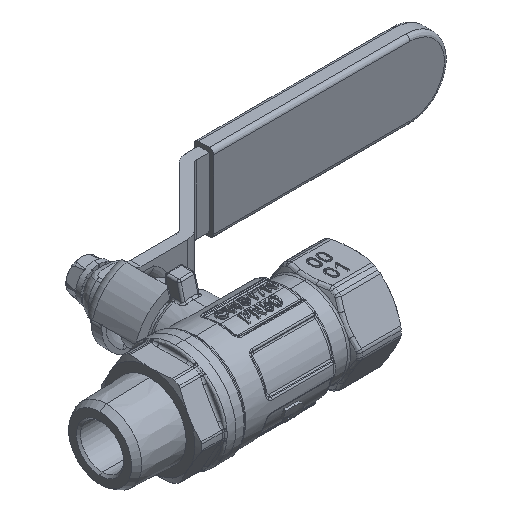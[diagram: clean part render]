
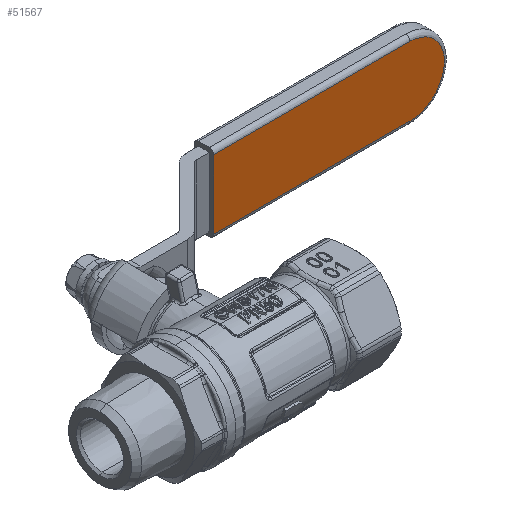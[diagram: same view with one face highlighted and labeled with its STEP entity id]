
A CAD part, isometric view. The second image highlights one B-rep face of the part: STEP entity #51567.
In plain terms, the highlighted planar face has unit normal (0, -1, 0).
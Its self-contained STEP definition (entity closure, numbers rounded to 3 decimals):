
#256 = EDGE_LOOP ( 'NONE', ( #36518, #29597, #19728, #40909 ) ) ;
#1657 = CARTESIAN_POINT ( 'NONE',  ( 77., 37.8, -8. ) ) ;
#2176 = CARTESIAN_POINT ( 'NONE',  ( 32.117, 37.8, -8. ) ) ;
#2197 = CARTESIAN_POINT ( 'NONE',  ( 80.307, 37.8, -7.289 ) ) ;
#2381 = CARTESIAN_POINT ( 'NONE',  ( 84.739, 37.8, -2.067 ) ) ;
#2555 = CARTESIAN_POINT ( 'NONE',  ( 82.471, 37.8, 5.842 ) ) ;
#2636 = CARTESIAN_POINT ( 'NONE',  ( 41.295, 37.8, 8. ) ) ;
#6349 = CARTESIAN_POINT ( 'NONE',  ( 32.783, 37.8, -8. ) ) ;
#6369 = CARTESIAN_POINT ( 'NONE',  ( 81.01, 37.8, -6.927 ) ) ;
#6551 = CARTESIAN_POINT ( 'NONE',  ( 85.001, 37.8, -0.513 ) ) ;
#6736 = CARTESIAN_POINT ( 'NONE',  ( 81.871, 37.8, 6.351 ) ) ;
#10344 = CARTESIAN_POINT ( 'NONE',  ( 31.45, 37.8, -8. ) ) ;
#10522 = CARTESIAN_POINT ( 'NONE',  ( 36.117, 37.8, -8. ) ) ;
#10538 = CARTESIAN_POINT ( 'NONE',  ( 81.884, 37.8, -6.357 ) ) ;
#10723 = CARTESIAN_POINT ( 'NONE',  ( 84.946, 37.8, 1.047 ) ) ;
#10911 = CARTESIAN_POINT ( 'NONE',  ( 81.006, 37.8, 6.944 ) ) ;
#11524 = CARTESIAN_POINT ( 'NONE',  ( 77., 37.8, 8. ) ) ;
#12751 = CARTESIAN_POINT ( 'NONE',  ( 31.45, 37.8, 8. ) ) ;
#13983 = CARTESIAN_POINT ( 'NONE',  ( 77., 37.8, 0. ) ) ;
#14707 = CARTESIAN_POINT ( 'NONE',  ( 41.45, 37.8, -8. ) ) ;
#14731 = CARTESIAN_POINT ( 'NONE',  ( 83.033, 37.8, -5.28 ) ) ;
#14900 = CARTESIAN_POINT ( 'NONE',  ( 84.723, 37.8, 2.075 ) ) ;
#14984 = CARTESIAN_POINT ( 'NONE',  ( 77., 37.8, 8. ) ) ;
#15093 = CARTESIAN_POINT ( 'NONE',  ( 79.822, 37.8, 7.49 ) ) ;
#15705 = EDGE_CURVE ( 'NONE', #53514, #35624, #53283, .T. ) ;
#18016 = VERTEX_POINT ( 'NONE', #51939 ) ;
#18198 = DIRECTION ( 'NONE',  ( 0., -1., 0. ) ) ;
#18914 = CARTESIAN_POINT ( 'NONE',  ( 65.15, 37.8, -8. ) ) ;
#18932 = CARTESIAN_POINT ( 'NONE',  ( 83.794, 37.8, -4.221 ) ) ;
#19117 = CARTESIAN_POINT ( 'NONE',  ( 84.481, 37.8, 2.822 ) ) ;
#19197 = CARTESIAN_POINT ( 'NONE',  ( 66.323, 37.8, 8. ) ) ;
#19313 = CARTESIAN_POINT ( 'NONE',  ( 79.07, 37.8, 7.732 ) ) ;
#19728 = ORIENTED_EDGE ( 'NONE', *, *, #41368, .T. ) ;
#20176 = B_SPLINE_CURVE_WITH_KNOTS ( 'NONE', 3,
 ( #10344, #2176, #6349, #35452, #10522, #39645, #14707, #43834, #18914, #47987 ),
 .UNSPECIFIED., .F., .F.,
 ( 4, 3, 3, 4 ),
 ( 0., 0.002, 0.01, 0.046 ),
 .UNSPECIFIED. ) ;
#21125 = VERTEX_POINT ( 'NONE', #37337 ) ;
#22927 = CARTESIAN_POINT ( 'NONE',  ( 78.057, 37.8, -7.947 ) ) ;
#23109 = CARTESIAN_POINT ( 'NONE',  ( 84.173, 37.8, -3.534 ) ) ;
#23301 = CARTESIAN_POINT ( 'NONE',  ( 83.936, 37.8, 4.008 ) ) ;
#23496 = CARTESIAN_POINT ( 'NONE',  ( 78.048, 37.8, 7.948 ) ) ;
#24315 = AXIS2_PLACEMENT_3D ( 'NONE', #13983, #18198, #47252 ) ;
#26382 = PLANE ( 'NONE',  #24315 ) ;
#26772 = B_SPLINE_CURVE_WITH_KNOTS ( 'NONE', 3,
 ( #1657, #43484, #22927, #51971, #27130, #2197, #31282, #6369, #35468, #10538, #39662, #14731, #43853, #18932, #48007, #23109, #52156, #27311, #2381, #31460, #6551, #35647, #10723, #39849, #14900, #44041, #19117, #48196, #23301, #52341, #27491, #2555, #31643, #6736, #35839, #10911, #40027, #15093, #44214, #19313, #48396, #23496, #52528, #27678 ),
 .UNSPECIFIED., .F., .F.,
 ( 4, 2, 2, 2, 2, 2, 2, 2, 2, 2, 2, 2, 2, 2, 2, 2, 2, 2, 2, 2, 2, 4 ),
 ( 0., 0.002, 0.003, 0.004, 0.005, 0.006, 0.008, 0.009, 0.009, 0.011, 0.013, 0.014, 0.015, 0.016, 0.017, 0.019, 0.02, 0.021, 0.022, 0.023, 0.024, 0.025 ),
 .UNSPECIFIED. ) ;
#27130 = CARTESIAN_POINT ( 'NONE',  ( 79.582, 37.8, -7.59 ) ) ;
#27311 = CARTESIAN_POINT ( 'NONE',  ( 84.586, 37.8, -2.566 ) ) ;
#27491 = CARTESIAN_POINT ( 'NONE',  ( 83.024, 37.8, 5.29 ) ) ;
#27569 = CARTESIAN_POINT ( 'NONE',  ( 51.139, 37.8, 8. ) ) ;
#27678 = CARTESIAN_POINT ( 'NONE',  ( 77., 37.8, 8. ) ) ;
#29597 = ORIENTED_EDGE ( 'NONE', *, *, #34400, .T. ) ;
#29750 = EDGE_CURVE ( 'NONE', #21125, #35624, #53471, .T. ) ;
#30032 = VECTOR ( 'NONE', #32469, 1000. ) ;
#31282 = CARTESIAN_POINT ( 'NONE',  ( 80.547, 37.8, -7.175 ) ) ;
#31460 = CARTESIAN_POINT ( 'NONE',  ( 84.946, 37.8, -1.043 ) ) ;
#31643 = CARTESIAN_POINT ( 'NONE',  ( 82.278, 37.8, 6.018 ) ) ;
#31730 = CARTESIAN_POINT ( 'NONE',  ( 31.45, 37.8, 8. ) ) ;
#32469 = DIRECTION ( 'NONE',  ( 0., 0., 1. ) ) ;
#34400 = EDGE_CURVE ( 'NONE', #21125, #18016, #20176, .T. ) ;
#35452 = CARTESIAN_POINT ( 'NONE',  ( 33.45, 37.8, -8. ) ) ;
#35468 = CARTESIAN_POINT ( 'NONE',  ( 81.234, 37.8, -6.792 ) ) ;
#35624 = VERTEX_POINT ( 'NONE', #12751 ) ;
#35647 = CARTESIAN_POINT ( 'NONE',  ( 84.999, 37.8, 0.53 ) ) ;
#35839 = CARTESIAN_POINT ( 'NONE',  ( 81.659, 37.8, 6.508 ) ) ;
#36518 = ORIENTED_EDGE ( 'NONE', *, *, #29750, .F. ) ;
#37337 = CARTESIAN_POINT ( 'NONE',  ( 31.45, 37.8, -8. ) ) ;
#38597 = FACE_OUTER_BOUND ( 'NONE', #256, .T. ) ;
#39645 = CARTESIAN_POINT ( 'NONE',  ( 38.783, 37.8, -8. ) ) ;
#39662 = CARTESIAN_POINT ( 'NONE',  ( 82.288, 37.8, -6.026 ) ) ;
#39849 = CARTESIAN_POINT ( 'NONE',  ( 84.789, 37.8, 1.818 ) ) ;
#40027 = CARTESIAN_POINT ( 'NONE',  ( 80.547, 37.8, 7.19 ) ) ;
#40909 = ORIENTED_EDGE ( 'NONE', *, *, #15705, .T. ) ;
#41368 = EDGE_CURVE ( 'NONE', #18016, #53514, #26772, .T. ) ;
#43484 = CARTESIAN_POINT ( 'NONE',  ( 77.528, 37.8, -8. ) ) ;
#43834 = CARTESIAN_POINT ( 'NONE',  ( 53.3, 37.8, -8. ) ) ;
#43853 = CARTESIAN_POINT ( 'NONE',  ( 83.363, 37.8, -4.872 ) ) ;
#44041 = CARTESIAN_POINT ( 'NONE',  ( 84.569, 37.8, 2.576 ) ) ;
#44214 = CARTESIAN_POINT ( 'NONE',  ( 79.573, 37.8, 7.579 ) ) ;
#44856 = CARTESIAN_POINT ( 'NONE',  ( 31.45, 37.8, 0. ) ) ;
#47252 = DIRECTION ( 'NONE',  ( 0., 0., -1. ) ) ;
#47987 = CARTESIAN_POINT ( 'NONE',  ( 77., 37.8, -8. ) ) ;
#48007 = CARTESIAN_POINT ( 'NONE',  ( 83.927, 37.8, -3.996 ) ) ;
#48196 = CARTESIAN_POINT ( 'NONE',  ( 84.181, 37.8, 3.544 ) ) ;
#48280 = CARTESIAN_POINT ( 'NONE',  ( 71.661, 37.8, 8. ) ) ;
#48396 = CARTESIAN_POINT ( 'NONE',  ( 78.816, 37.8, 7.796 ) ) ;
#51567 = ADVANCED_FACE ( 'NONE', ( #38597 ), #26382, .T. ) ;
#51939 = CARTESIAN_POINT ( 'NONE',  ( 77., 37.8, -8. ) ) ;
#51971 = CARTESIAN_POINT ( 'NONE',  ( 79.084, 37.8, -7.742 ) ) ;
#52156 = CARTESIAN_POINT ( 'NONE',  ( 84.285, 37.8, -3.294 ) ) ;
#52341 = CARTESIAN_POINT ( 'NONE',  ( 83.353, 37.8, 4.886 ) ) ;
#52426 = CARTESIAN_POINT ( 'NONE',  ( 60.984, 37.8, 8. ) ) ;
#52528 = CARTESIAN_POINT ( 'NONE',  ( 77.528, 37.8, 8. ) ) ;
#53283 = B_SPLINE_CURVE_WITH_KNOTS ( 'NONE', 3,
 ( #14984, #48280, #19197, #52426, #27569, #2636, #31730 ),
 .UNSPECIFIED., .F., .F.,
 ( 4, 3, 4 ),
 ( 0., 0.016, 0.046 ),
 .UNSPECIFIED. ) ;
#53471 = LINE ( 'NONE', #44856, #30032 ) ;
#53514 = VERTEX_POINT ( 'NONE', #11524 ) ;
